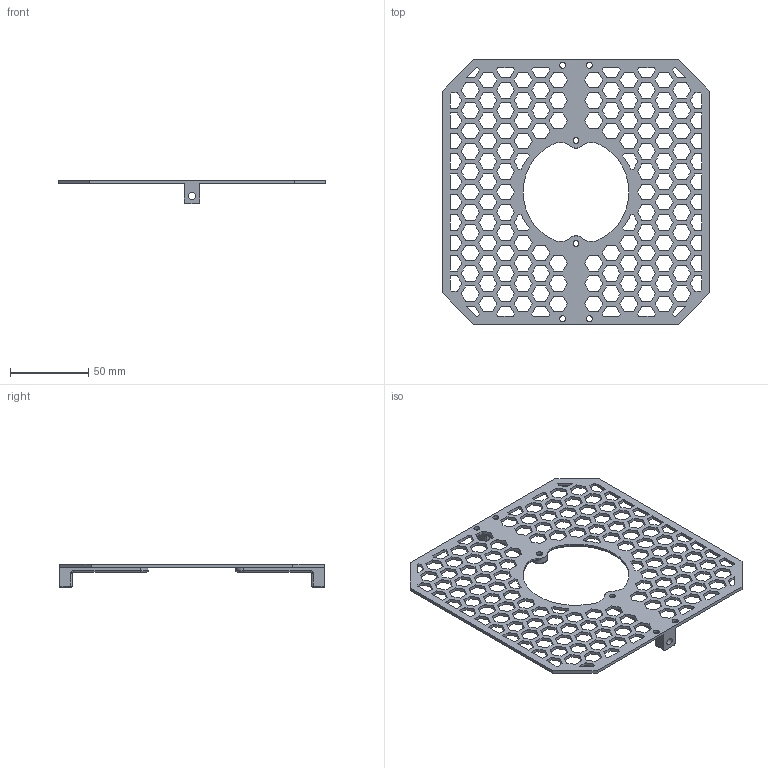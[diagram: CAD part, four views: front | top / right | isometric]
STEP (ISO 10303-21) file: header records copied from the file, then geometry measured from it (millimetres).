
FILE_DESCRIPTION(/* description */ (''),/* implementation_level */ '2;1');
FILE_NAME(/* name */ 'Deckbox_mounting_antennas_level_3.step',/* time_stamp */ '2024-09-25T17:08:04+02:00',/* author */ (''),/* organization */ (''),/* preprocessor_version */ 'ST-DEVELOPER v20',/* originating_system */ 'Autodesk Translation Framework v13.20.0.188',/* authorisation */ '');
FILE_SCHEMA (('AUTOMOTIVE_DESIGN { 1 0 10303 214 3 1 1 }'));
Length unit declared in the file: millimetre
Products named in the file (1): Deckbox_mounting_antennas
Bounding box: 171 x 169 x 15 mm (x, y, z)
Volume: 30765.8 mm3; surface area: 39455.9 mm2
Topology: 1 solids, 1 shells, 917 faces, 2714 edges, 1800 vertices
Faces by surface type: plane 863, cylinder 38, torus 12, sphere 4
Full cylindrical faces by diameter (mm): 3.8 x6, 4.8 x2, 6.5 x2
Entity records: 30702 total; most frequent: CARTESIAN_POINT 5468, ORIENTED_EDGE 5428, DIRECTION 4642, EDGE_CURVE 2714, LINE 2614, VECTOR 2614, VERTEX_POINT 1800, EDGE_LOOP 1224
